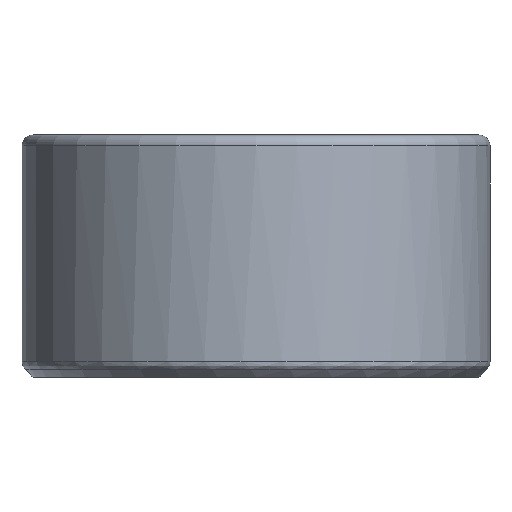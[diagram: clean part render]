
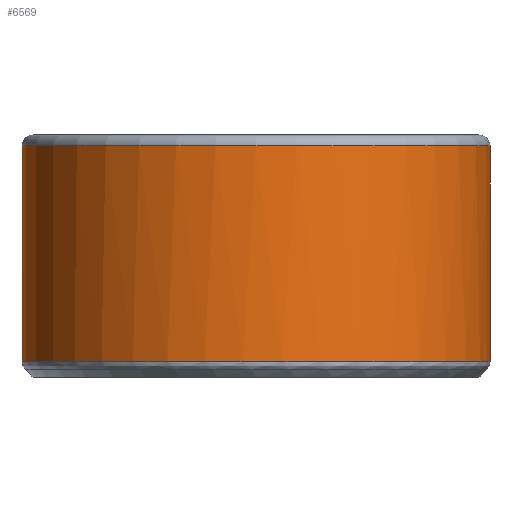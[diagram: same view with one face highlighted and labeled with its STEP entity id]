
A CAD part, front view. The second image highlights one B-rep face of the part: STEP entity #6569.
In plain terms, the highlighted cylindrical face has radius 21.25 mm (diameter 42.5 mm), a full revolution.
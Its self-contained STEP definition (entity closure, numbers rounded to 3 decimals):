
#6017 = TOROIDAL_SURFACE('',#6018,20.25,1.);
#6018 = AXIS2_PLACEMENT_3D('',#6019,#6020,#6021);
#6019 = CARTESIAN_POINT('',(0.,0.,21.));
#6020 = DIRECTION('',(0.,0.,1.));
#6021 = DIRECTION('',(1.,0.,-0.));
#6384 = VERTEX_POINT('',#6385);
#6385 = CARTESIAN_POINT('',(21.25,0.,21.));
#6405 = EDGE_CURVE('',#6384,#6384,#6406,.T.);
#6406 = SURFACE_CURVE('',#6407,(#6412,#6419),.PCURVE_S1.);
#6407 = CIRCLE('',#6408,21.25);
#6408 = AXIS2_PLACEMENT_3D('',#6409,#6410,#6411);
#6409 = CARTESIAN_POINT('',(0.,0.,21.));
#6410 = DIRECTION('',(0.,0.,1.));
#6411 = DIRECTION('',(1.,0.,-0.));
#6412 = PCURVE('',#6017,#6413);
#6413 = DEFINITIONAL_REPRESENTATION('',(#6414),#6418);
#6414 = LINE('',#6415,#6416);
#6415 = CARTESIAN_POINT('',(0.,0.));
#6416 = VECTOR('',#6417,1.);
#6417 = DIRECTION('',(1.,0.));
#6418 = ( GEOMETRIC_REPRESENTATION_CONTEXT(2) 
PARAMETRIC_REPRESENTATION_CONTEXT() REPRESENTATION_CONTEXT('2D SPACE',''
  ) );
#6419 = PCURVE('',#6420,#6425);
#6420 = CYLINDRICAL_SURFACE('',#6421,21.25);
#6421 = AXIS2_PLACEMENT_3D('',#6422,#6423,#6424);
#6422 = CARTESIAN_POINT('',(0.,0.,0.));
#6423 = DIRECTION('',(-0.,-0.,-1.));
#6424 = DIRECTION('',(1.,0.,0.));
#6425 = DEFINITIONAL_REPRESENTATION('',(#6426),#6430);
#6426 = LINE('',#6427,#6428);
#6427 = CARTESIAN_POINT('',(-0.,-21.));
#6428 = VECTOR('',#6429,1.);
#6429 = DIRECTION('',(-1.,0.));
#6430 = ( GEOMETRIC_REPRESENTATION_CONTEXT(2) 
PARAMETRIC_REPRESENTATION_CONTEXT() REPRESENTATION_CONTEXT('2D SPACE',''
  ) );
#6515 = ( BOUNDED_SURFACE() B_SPLINE_SURFACE(2,14,(
    (#6516,#6517,#6518,#6519,#6520,#6521,#6522,#6523,#6524,#6525,#6526
      ,#6527,#6528,#6529,#6530)
    ,(#6531,#6532,#6533,#6534,#6535,#6536,#6537,#6538,#6539,#6540,#6541
      ,#6542,#6543,#6544,#6545)
    ,(#6546,#6547,#6548,#6549,#6550,#6551,#6552,#6553,#6554,#6555,#6556
      ,#6557,#6558,#6559,#6560
)),.UNSPECIFIED.,.F.,.T.,.F.) B_SPLINE_SURFACE_WITH_KNOTS((3,3),(15,15),
  (0.,133.518),(0.,133.518),
.PIECEWISE_BEZIER_KNOTS.) GEOMETRIC_REPRESENTATION_ITEM() 
RATIONAL_B_SPLINE_SURFACE((
    (1.,1.,1.,1.,1.,1.
      ,1.,1.,1.,1.
      ,1.,1.,1.,1.,1.)
    ,(0.924,0.924,0.924,0.924
      ,0.924,0.924,0.924,0.924
      ,0.924,0.924,0.924,0.924
      ,0.924,0.924,0.924)
    ,(1.,1.,1.,1.,1.,1.
      ,1.,1.,1.,1.
,1.,1.,1.,1.,1.
))) REPRESENTATION_ITEM('') SURFACE() );
#6516 = CARTESIAN_POINT('',(21.25,0.,1.414));
#6517 = CARTESIAN_POINT('',(21.25,9.399,
    1.414));
#6518 = CARTESIAN_POINT('',(16.774,18.998,
    1.414));
#6519 = CARTESIAN_POINT('',(7.506,26.295,
    1.414));
#6520 = CARTESIAN_POINT('',(-5.136,28.694,
    1.414));
#6521 = CARTESIAN_POINT('',(-18.23,23.946,1.414
    ));
#6522 = CARTESIAN_POINT('',(-27.015,14.544,
    1.414));
#6523 = CARTESIAN_POINT('',(-32.572,0.,
    1.414));
#6524 = CARTESIAN_POINT('',(-27.015,-14.544,
    1.414));
#6525 = CARTESIAN_POINT('',(-18.23,-23.946,
    1.414));
#6526 = CARTESIAN_POINT('',(-5.136,-28.694,
    1.414));
#6527 = CARTESIAN_POINT('',(7.506,-26.295,
    1.414));
#6528 = CARTESIAN_POINT('',(16.774,-18.998,
    1.414));
#6529 = CARTESIAN_POINT('',(21.25,-9.399,
    1.414));
#6530 = CARTESIAN_POINT('',(21.25,0.,1.414));
#6531 = CARTESIAN_POINT('',(21.25,0.,1.));
#6532 = CARTESIAN_POINT('',(21.25,9.399,1.));
#6533 = CARTESIAN_POINT('',(16.774,18.998,1.));
#6534 = CARTESIAN_POINT('',(7.506,26.295,1.));
#6535 = CARTESIAN_POINT('',(-5.136,28.694,
    1.));
#6536 = CARTESIAN_POINT('',(-18.23,23.946,
    1.));
#6537 = CARTESIAN_POINT('',(-27.015,14.544,
    1.));
#6538 = CARTESIAN_POINT('',(-32.572,0.,
    1.));
#6539 = CARTESIAN_POINT('',(-27.015,-14.544,
    1.));
#6540 = CARTESIAN_POINT('',(-18.23,-23.946,
    1.));
#6541 = CARTESIAN_POINT('',(-5.136,-28.694,
    1.));
#6542 = CARTESIAN_POINT('',(7.506,-26.295,
    1.));
#6543 = CARTESIAN_POINT('',(16.774,-18.998,1.));
#6544 = CARTESIAN_POINT('',(21.25,-9.399,1.));
#6545 = CARTESIAN_POINT('',(21.25,0.,1.));
#6546 = CARTESIAN_POINT('',(20.957,0.,0.707));
#6547 = CARTESIAN_POINT('',(20.957,9.269,
    0.707));
#6548 = CARTESIAN_POINT('',(16.543,18.736,
    0.707));
#6549 = CARTESIAN_POINT('',(7.402,25.933,
    0.707));
#6550 = CARTESIAN_POINT('',(-5.065,28.299,
    0.707));
#6551 = CARTESIAN_POINT('',(-17.979,23.616,
    0.707));
#6552 = CARTESIAN_POINT('',(-26.643,14.343,
    0.707));
#6553 = CARTESIAN_POINT('',(-32.123,0.,
    0.707));
#6554 = CARTESIAN_POINT('',(-26.643,-14.343,
    0.707));
#6555 = CARTESIAN_POINT('',(-17.979,-23.616,
    0.707));
#6556 = CARTESIAN_POINT('',(-5.065,-28.299,
    0.707));
#6557 = CARTESIAN_POINT('',(7.402,-25.933,
    0.707));
#6558 = CARTESIAN_POINT('',(16.543,-18.736,
    0.707));
#6559 = CARTESIAN_POINT('',(20.957,-9.269,
    0.707));
#6560 = CARTESIAN_POINT('',(20.957,0.,
    0.707));
#6569 = ADVANCED_FACE('',(#6570),#6420,.T.);
#6570 = FACE_BOUND('',#6571,.F.);
#6571 = EDGE_LOOP('',(#6572,#6595,#6596,#6597));
#6572 = ORIENTED_EDGE('',*,*,#6573,.T.);
#6573 = EDGE_CURVE('',#6574,#6384,#6576,.T.);
#6574 = VERTEX_POINT('',#6575);
#6575 = CARTESIAN_POINT('',(21.25,0.,1.414));
#6576 = SEAM_CURVE('',#6577,(#6581,#6588),.PCURVE_S1.);
#6577 = LINE('',#6578,#6579);
#6578 = CARTESIAN_POINT('',(21.25,0.,0.));
#6579 = VECTOR('',#6580,1.);
#6580 = DIRECTION('',(0.,0.,1.));
#6581 = PCURVE('',#6420,#6582);
#6582 = DEFINITIONAL_REPRESENTATION('',(#6583),#6587);
#6583 = LINE('',#6584,#6585);
#6584 = CARTESIAN_POINT('',(-0.,0.));
#6585 = VECTOR('',#6586,1.);
#6586 = DIRECTION('',(-0.,-1.));
#6587 = ( GEOMETRIC_REPRESENTATION_CONTEXT(2) 
PARAMETRIC_REPRESENTATION_CONTEXT() REPRESENTATION_CONTEXT('2D SPACE',''
  ) );
#6588 = PCURVE('',#6420,#6589);
#6589 = DEFINITIONAL_REPRESENTATION('',(#6590),#6594);
#6590 = LINE('',#6591,#6592);
#6591 = CARTESIAN_POINT('',(-6.283,0.));
#6592 = VECTOR('',#6593,1.);
#6593 = DIRECTION('',(-0.,-1.));
#6594 = ( GEOMETRIC_REPRESENTATION_CONTEXT(2) 
PARAMETRIC_REPRESENTATION_CONTEXT() REPRESENTATION_CONTEXT('2D SPACE',''
  ) );
#6595 = ORIENTED_EDGE('',*,*,#6405,.T.);
#6596 = ORIENTED_EDGE('',*,*,#6573,.F.);
#6597 = ORIENTED_EDGE('',*,*,#6598,.F.);
#6598 = EDGE_CURVE('',#6574,#6574,#6599,.T.);
#6599 = SURFACE_CURVE('',#6600,(#6616,#6640),.PCURVE_S1.);
#6600 = ( BOUNDED_CURVE() B_SPLINE_CURVE(14,(#6601,#6602,#6603,#6604,
    #6605,#6606,#6607,#6608,#6609,#6610,#6611,#6612,#6613,#6614,#6615),
.UNSPECIFIED.,.T.,.F.) B_SPLINE_CURVE_WITH_KNOTS((15,15),(
0.,133.518),.PIECEWISE_BEZIER_KNOTS.) CURVE() 
GEOMETRIC_REPRESENTATION_ITEM() RATIONAL_B_SPLINE_CURVE((1.,1.,
    1.,1.,1.,1.,
    1.,1.,1.,1.,
1.,1.,1.,1.,1.)) REPRESENTATION_ITEM('') );
#6601 = CARTESIAN_POINT('',(21.25,0.,1.414));
#6602 = CARTESIAN_POINT('',(21.25,9.399,
    1.414));
#6603 = CARTESIAN_POINT('',(16.774,18.998,
    1.414));
#6604 = CARTESIAN_POINT('',(7.506,26.295,
    1.414));
#6605 = CARTESIAN_POINT('',(-5.136,28.694,
    1.414));
#6606 = CARTESIAN_POINT('',(-18.23,23.946,1.414
    ));
#6607 = CARTESIAN_POINT('',(-27.015,14.544,
    1.414));
#6608 = CARTESIAN_POINT('',(-32.572,0.,
    1.414));
#6609 = CARTESIAN_POINT('',(-27.015,-14.544,
    1.414));
#6610 = CARTESIAN_POINT('',(-18.23,-23.946,
    1.414));
#6611 = CARTESIAN_POINT('',(-5.136,-28.694,
    1.414));
#6612 = CARTESIAN_POINT('',(7.506,-26.295,
    1.414));
#6613 = CARTESIAN_POINT('',(16.774,-18.998,
    1.414));
#6614 = CARTESIAN_POINT('',(21.25,-9.399,
    1.414));
#6615 = CARTESIAN_POINT('',(21.25,0.,1.414));
#6616 = PCURVE('',#6420,#6617);
#6617 = DEFINITIONAL_REPRESENTATION('',(#6618),#6639);
#6618 = B_SPLINE_CURVE_WITH_KNOTS('',10,(#6619,#6620,#6621,#6622,#6623,
    #6624,#6625,#6626,#6627,#6628,#6629,#6630,#6631,#6632,#6633,#6634,
    #6635,#6636,#6637,#6638),.UNSPECIFIED.,.F.,.F.,(11,9,11),(
    0.,66.759,133.518),.UNSPECIFIED.);
#6619 = CARTESIAN_POINT('',(0.,-1.414));
#6620 = CARTESIAN_POINT('',(-0.31,-1.414));
#6621 = CARTESIAN_POINT('',(-0.624,-1.414));
#6622 = CARTESIAN_POINT('',(-0.94,-1.414));
#6623 = CARTESIAN_POINT('',(-1.256,-1.414));
#6624 = CARTESIAN_POINT('',(-1.57,-1.414));
#6625 = CARTESIAN_POINT('',(-1.885,-1.414));
#6626 = CARTESIAN_POINT('',(-2.199,-1.414));
#6627 = CARTESIAN_POINT('',(-2.513,-1.414));
#6628 = CARTESIAN_POINT('',(-2.827,-1.414));
#6629 = CARTESIAN_POINT('',(-3.456,-1.414));
#6630 = CARTESIAN_POINT('',(-3.77,-1.414));
#6631 = CARTESIAN_POINT('',(-4.084,-1.414));
#6632 = CARTESIAN_POINT('',(-4.398,-1.414));
#6633 = CARTESIAN_POINT('',(-4.713,-1.414));
#6634 = CARTESIAN_POINT('',(-5.027,-1.414));
#6635 = CARTESIAN_POINT('',(-5.343,-1.414));
#6636 = CARTESIAN_POINT('',(-5.659,-1.414));
#6637 = CARTESIAN_POINT('',(-5.974,-1.414));
#6638 = CARTESIAN_POINT('',(-6.283,-1.414));
#6639 = ( GEOMETRIC_REPRESENTATION_CONTEXT(2) 
PARAMETRIC_REPRESENTATION_CONTEXT() REPRESENTATION_CONTEXT('2D SPACE',''
  ) );
#6640 = PCURVE('',#6515,#6641);
#6641 = DEFINITIONAL_REPRESENTATION('',(#6642),#6646);
#6642 = LINE('',#6643,#6644);
#6643 = CARTESIAN_POINT('',(0.,0.));
#6644 = VECTOR('',#6645,1.);
#6645 = DIRECTION('',(0.,1.));
#6646 = ( GEOMETRIC_REPRESENTATION_CONTEXT(2) 
PARAMETRIC_REPRESENTATION_CONTEXT() REPRESENTATION_CONTEXT('2D SPACE',''
  ) );
